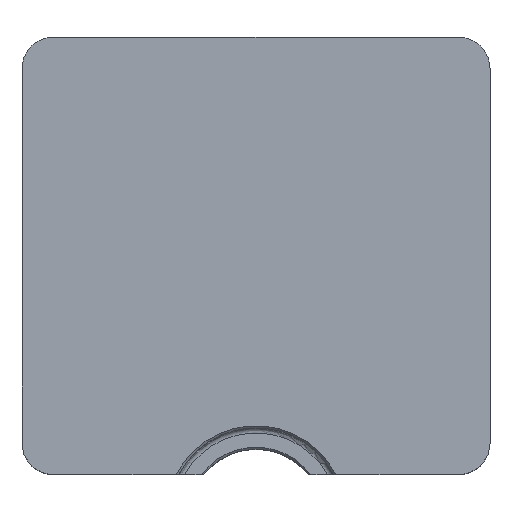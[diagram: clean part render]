
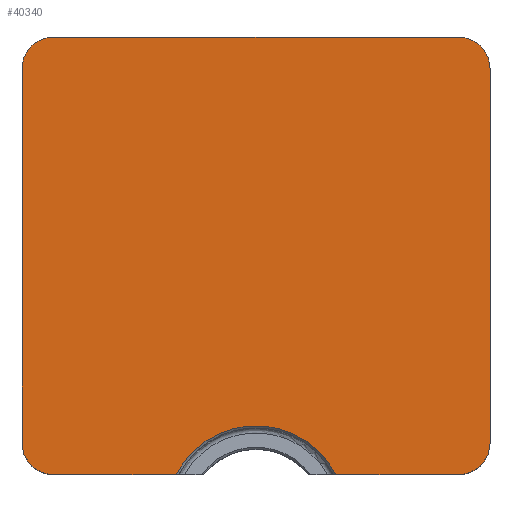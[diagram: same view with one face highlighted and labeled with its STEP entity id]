
A CAD part, top view. The second image highlights one B-rep face of the part: STEP entity #40340.
In plain terms, the highlighted planar face has unit normal (0, 0, 1).
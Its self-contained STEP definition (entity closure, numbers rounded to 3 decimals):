
#36633=CARTESIAN_POINT('',(-78.384,-215.,
81.4));
#37881=CARTESIAN_POINT('',(78.384,-215.,
81.4));
#37936=CARTESIAN_POINT('',(0.,-255.,81.4));
#37937=DIRECTION('',(0.,0.,-1.));
#37938=DIRECTION('',(-0.891,0.455,0.));
#37939=AXIS2_PLACEMENT_3D('',#37936,#37937,#37938);
#37946=DIRECTION('',(1.,0.,0.));
#37947=VECTOR('',#37946,120.616);
#37948=CARTESIAN_POINT('',(-199.,-215.,81.4));
#37949=LINE('',#37948,#37947);
#37950=CARTESIAN_POINT('',(-199.,-184.,81.4));
#37951=DIRECTION('',(0.,0.,1.));
#37952=DIRECTION('',(-1.,0.,0.));
#37953=AXIS2_PLACEMENT_3D('',#37950,#37951,#37952);
#37955=DIRECTION('',(0.,-1.,0.));
#37956=VECTOR('',#37955,368.);
#37957=CARTESIAN_POINT('',(-230.,184.,81.4));
#37958=LINE('',#37957,#37956);
#37959=CARTESIAN_POINT('',(-199.,184.,81.4));
#37960=DIRECTION('',(0.,0.,1.));
#37961=DIRECTION('',(0.,1.,0.));
#37962=AXIS2_PLACEMENT_3D('',#37959,#37960,#37961);
#37964=DIRECTION('',(-1.,0.,0.));
#37965=VECTOR('',#37964,398.);
#37966=CARTESIAN_POINT('',(199.,215.,81.4));
#37967=LINE('',#37966,#37965);
#37968=CARTESIAN_POINT('',(199.,184.,81.4));
#37969=DIRECTION('',(0.,0.,1.));
#37970=DIRECTION('',(1.,0.,0.));
#37971=AXIS2_PLACEMENT_3D('',#37968,#37969,#37970);
#37973=DIRECTION('',(0.,1.,0.));
#37974=VECTOR('',#37973,368.);
#37975=CARTESIAN_POINT('',(230.,-184.,81.4));
#37976=LINE('',#37975,#37974);
#37977=CARTESIAN_POINT('',(199.,-184.,81.4));
#37978=DIRECTION('',(0.,0.,1.));
#37979=DIRECTION('',(0.,-1.,0.));
#37980=AXIS2_PLACEMENT_3D('',#37977,#37978,#37979);
#37982=DIRECTION('',(1.,0.,0.));
#37983=VECTOR('',#37982,120.616);
#37984=CARTESIAN_POINT('',(78.384,-215.,
81.4));
#37985=LINE('',#37984,#37983);
#38073=CARTESIAN_POINT('',(-199.,215.,81.4));
#38074=CARTESIAN_POINT('',(-230.,184.,81.4));
#38075=VERTEX_POINT('',#38073);
#38076=VERTEX_POINT('',#38074);
#38077=CARTESIAN_POINT('',(-230.,-184.,81.4));
#38078=VERTEX_POINT('',#38077);
#38079=CARTESIAN_POINT('',(-199.,-215.,81.4));
#38080=VERTEX_POINT('',#38079);
#38081=CARTESIAN_POINT('',(199.,-215.,81.4));
#38082=CARTESIAN_POINT('',(230.,-184.,81.4));
#38083=VERTEX_POINT('',#38081);
#38084=VERTEX_POINT('',#38082);
#38085=CARTESIAN_POINT('',(230.,184.,81.4));
#38086=VERTEX_POINT('',#38085);
#38087=CARTESIAN_POINT('',(199.,215.,81.4));
#38088=VERTEX_POINT('',#38087);
#38162=VERTEX_POINT('',#37881);
#38165=VERTEX_POINT('',#36633);
#40316=CARTESIAN_POINT('',(0.,0.,81.4));
#40317=DIRECTION('',(0.,0.,1.));
#40318=DIRECTION('',(1.,0.,0.));
#40319=AXIS2_PLACEMENT_3D('',#40316,#40317,#40318);
#40320=PLANE('',#40319);
#40321=ORIENTED_EDGE('',*,*,#40308,.F.);
#40322=ORIENTED_EDGE('',*,*,#38542,.F.);
#40324=ORIENTED_EDGE('',*,*,#40323,.F.);
#40326=ORIENTED_EDGE('',*,*,#40325,.F.);
#40328=ORIENTED_EDGE('',*,*,#40327,.F.);
#40330=ORIENTED_EDGE('',*,*,#40329,.F.);
#40332=ORIENTED_EDGE('',*,*,#40331,.F.);
#40334=ORIENTED_EDGE('',*,*,#40333,.F.);
#40336=ORIENTED_EDGE('',*,*,#40335,.F.);
#40337=ORIENTED_EDGE('',*,*,#40251,.F.);
#40338=EDGE_LOOP('',(#40321,#40322,#40324,#40326,#40328,#40330,#40332,#40334,
#40336,#40337));
#40339=FACE_OUTER_BOUND('',#40338,.F.);
#40340=ADVANCED_FACE('',(#40339),#40320,.T.);
#37940=CIRCLE('',#37939,88.);
#37954=CIRCLE('',#37953,31.);
#37963=CIRCLE('',#37962,31.);
#37972=CIRCLE('',#37971,31.);
#37981=CIRCLE('',#37980,31.);
#38542=EDGE_CURVE('',#38080,#38165,#37949,.T.);
#40251=EDGE_CURVE('',#38162,#38083,#37985,.T.);
#40308=EDGE_CURVE('',#38165,#38162,#37940,.T.);
#40323=EDGE_CURVE('',#38078,#38080,#37954,.T.);
#40325=EDGE_CURVE('',#38076,#38078,#37958,.T.);
#40327=EDGE_CURVE('',#38075,#38076,#37963,.T.);
#40329=EDGE_CURVE('',#38088,#38075,#37967,.T.);
#40331=EDGE_CURVE('',#38086,#38088,#37972,.T.);
#40333=EDGE_CURVE('',#38084,#38086,#37976,.T.);
#40335=EDGE_CURVE('',#38083,#38084,#37981,.T.);
